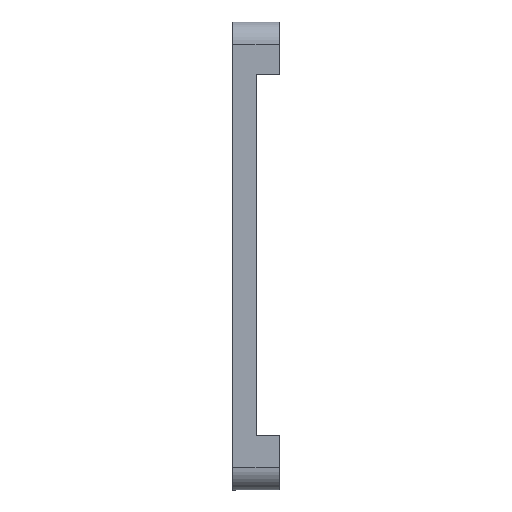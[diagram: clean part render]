
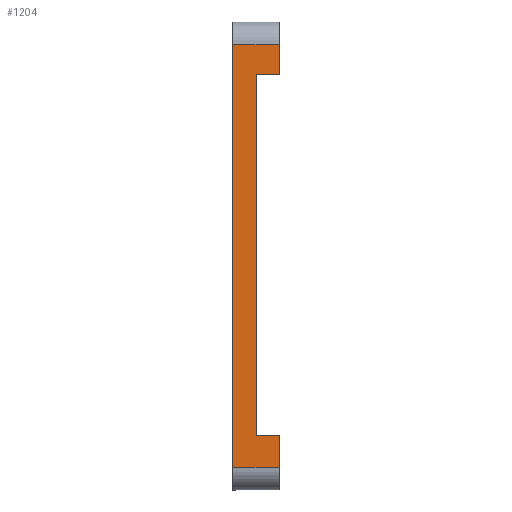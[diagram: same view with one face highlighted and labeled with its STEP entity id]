
A CAD part, left-side view. The second image highlights one B-rep face of the part: STEP entity #1204.
In plain terms, the highlighted planar face has unit normal (-1, 0, 0).
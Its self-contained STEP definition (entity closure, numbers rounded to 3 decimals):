
#11 = DIRECTION ( 'NONE',  ( 0., 0., 1. ) ) ;
#26 = LINE ( 'NONE', #3679, #3181 ) ;
#47 = ORIENTED_EDGE ( 'NONE', *, *, #58, .T. ) ;
#58 = EDGE_CURVE ( 'NONE', #3820, #3288, #1520, .T. ) ;
#121 = CARTESIAN_POINT ( 'NONE',  ( -100.871, 0., -91.271 ) ) ;
#133 = ORIENTED_EDGE ( 'NONE', *, *, #1781, .T. ) ;
#199 = PLANE ( 'NONE',  #1718 ) ;
#244 = CARTESIAN_POINT ( 'NONE',  ( -100.871, -43., 91.271 ) ) ;
#311 = LINE ( 'NONE', #2346, #3627 ) ;
#335 = CARTESIAN_POINT ( 'NONE',  ( -100.871, -53., 78.138 ) ) ;
#336 = EDGE_CURVE ( 'NONE', #1622, #3820, #3545, .T. ) ;
#630 = VECTOR ( 'NONE', #11, 1000. ) ;
#752 = CARTESIAN_POINT ( 'NONE',  ( -100.871, -63., -77.575 ) ) ;
#774 = DIRECTION ( 'NONE',  ( 0., 0., 1. ) ) ;
#823 = LINE ( 'NONE', #121, #3310 ) ;
#827 = VECTOR ( 'NONE', #1061, 1000. ) ;
#846 = CARTESIAN_POINT ( 'NONE',  ( -100.871, -63., -91.271 ) ) ;
#903 = VERTEX_POINT ( 'NONE', #244 ) ;
#907 = CARTESIAN_POINT ( 'NONE',  ( -100.871, -63., 78.138 ) ) ;
#1009 = CARTESIAN_POINT ( 'NONE',  ( -100.871, -63., 91.271 ) ) ;
#1061 = DIRECTION ( 'NONE',  ( 0., 1., 0. ) ) ;
#1204 = ADVANCED_FACE ( 'NONE', ( #1663 ), #199, .T. ) ;
#1237 = VECTOR ( 'NONE', #3773, 1000. ) ;
#1246 = DIRECTION ( 'NONE',  ( 0., 1., 0. ) ) ;
#1386 = CARTESIAN_POINT ( 'NONE',  ( -100.871, 0., 0. ) ) ;
#1399 = VERTEX_POINT ( 'NONE', #3746 ) ;
#1416 = DIRECTION ( 'NONE',  ( 0., -1., 0. ) ) ;
#1424 = CARTESIAN_POINT ( 'NONE',  ( -100.871, -63., -77.575 ) ) ;
#1478 = DIRECTION ( 'NONE',  ( 0., -1., 0. ) ) ;
#1520 = LINE ( 'NONE', #335, #630 ) ;
#1622 = VERTEX_POINT ( 'NONE', #1424 ) ;
#1663 = FACE_OUTER_BOUND ( 'NONE', #3688, .T. ) ;
#1682 = EDGE_CURVE ( 'NONE', #3288, #1399, #3329, .T. ) ;
#1718 = AXIS2_PLACEMENT_3D ( 'NONE', #1386, #3493, #774 ) ;
#1753 = DIRECTION ( 'NONE',  ( 0., 0., 1. ) ) ;
#1781 = EDGE_CURVE ( 'NONE', #1399, #2983, #311, .T. ) ;
#1798 = VECTOR ( 'NONE', #3235, 1000. ) ;
#1923 = EDGE_CURVE ( 'NONE', #2983, #903, #26, .T. ) ;
#1938 = LINE ( 'NONE', #752, #1237 ) ;
#2008 = EDGE_CURVE ( 'NONE', #3474, #2899, #823, .T. ) ;
#2046 = ORIENTED_EDGE ( 'NONE', *, *, #1682, .T. ) ;
#2275 = ORIENTED_EDGE ( 'NONE', *, *, #2008, .T. ) ;
#2346 = CARTESIAN_POINT ( 'NONE',  ( -100.871, -63., 100.871 ) ) ;
#2473 = ORIENTED_EDGE ( 'NONE', *, *, #3590, .T. ) ;
#2622 = LINE ( 'NONE', #3834, #1798 ) ;
#2899 = VERTEX_POINT ( 'NONE', #846 ) ;
#2983 = VERTEX_POINT ( 'NONE', #1009 ) ;
#3116 = VECTOR ( 'NONE', #1478, 1000. ) ;
#3152 = ORIENTED_EDGE ( 'NONE', *, *, #1923, .T. ) ;
#3181 = VECTOR ( 'NONE', #1246, 1000. ) ;
#3196 = ORIENTED_EDGE ( 'NONE', *, *, #336, .T. ) ;
#3227 = CARTESIAN_POINT ( 'NONE',  ( -100.871, -53., -77.575 ) ) ;
#3235 = DIRECTION ( 'NONE',  ( 0., 0., -1. ) ) ;
#3288 = VERTEX_POINT ( 'NONE', #3541 ) ;
#3310 = VECTOR ( 'NONE', #1416, 1000. ) ;
#3329 = LINE ( 'NONE', #907, #3116 ) ;
#3474 = VERTEX_POINT ( 'NONE', #3929 ) ;
#3475 = ORIENTED_EDGE ( 'NONE', *, *, #3778, .T. ) ;
#3493 = DIRECTION ( 'NONE',  ( -1., 0., 0. ) ) ;
#3541 = CARTESIAN_POINT ( 'NONE',  ( -100.871, -53., 78.138 ) ) ;
#3545 = LINE ( 'NONE', #3227, #827 ) ;
#3590 = EDGE_CURVE ( 'NONE', #2899, #1622, #1938, .T. ) ;
#3627 = VECTOR ( 'NONE', #1753, 1000. ) ;
#3679 = CARTESIAN_POINT ( 'NONE',  ( -100.871, 0., 91.271 ) ) ;
#3688 = EDGE_LOOP ( 'NONE', ( #133, #3152, #3475, #2275, #2473, #3196, #47, #2046 ) ) ;
#3746 = CARTESIAN_POINT ( 'NONE',  ( -100.871, -63., 78.138 ) ) ;
#3773 = DIRECTION ( 'NONE',  ( 0., 0., 1. ) ) ;
#3778 = EDGE_CURVE ( 'NONE', #903, #3474, #2622, .T. ) ;
#3820 = VERTEX_POINT ( 'NONE', #3870 ) ;
#3834 = CARTESIAN_POINT ( 'NONE',  ( -100.871, -43., -100.871 ) ) ;
#3870 = CARTESIAN_POINT ( 'NONE',  ( -100.871, -53., -77.575 ) ) ;
#3929 = CARTESIAN_POINT ( 'NONE',  ( -100.871, -43., -91.271 ) ) ;
